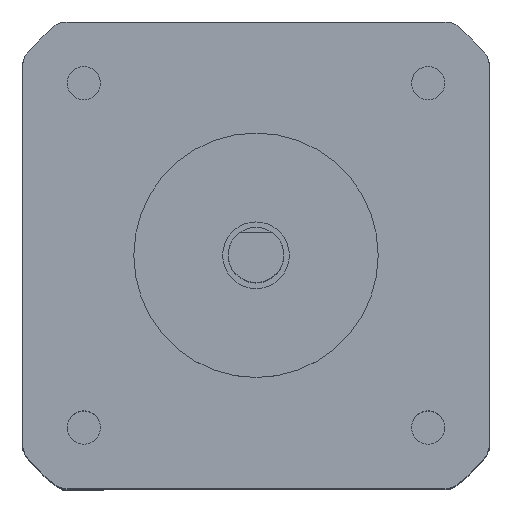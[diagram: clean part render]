
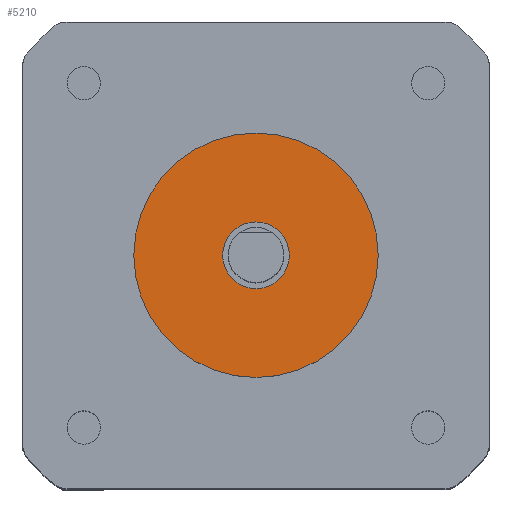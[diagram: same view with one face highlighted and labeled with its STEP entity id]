
A CAD part, top view. The second image highlights one B-rep face of the part: STEP entity #5210.
In plain terms, the highlighted planar face has unit normal (0, 0, 1).
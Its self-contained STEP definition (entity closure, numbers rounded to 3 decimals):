
#300 = CIRCLE ( 'NONE', #3325, 3. ) ;
#384 = DIRECTION ( 'NONE',  ( 0., 0., 1. ) ) ;
#435 = EDGE_CURVE ( 'NONE', #4741, #1591, #1522, .T. ) ;
#866 = DIRECTION ( 'NONE',  ( 1., 0., 0. ) ) ;
#884 = DIRECTION ( 'NONE',  ( 0., 0., 1. ) ) ;
#976 = DIRECTION ( 'NONE',  ( 1., 0., 0. ) ) ;
#997 = AXIS2_PLACEMENT_3D ( 'NONE', #3869, #884, #6018 ) ;
#1410 = DIRECTION ( 'NONE',  ( 0., 0., 1. ) ) ;
#1522 = CIRCLE ( 'NONE', #997, 11. ) ;
#1591 = VERTEX_POINT ( 'NONE', #5822 ) ;
#1698 = EDGE_LOOP ( 'NONE', ( #3348, #5460 ) ) ;
#1731 = ORIENTED_EDGE ( 'NONE', *, *, #435, .T. ) ;
#1978 = CARTESIAN_POINT ( 'NONE',  ( 0., 0., 27.5 ) ) ;
#2081 = EDGE_LOOP ( 'NONE', ( #5598, #1731 ) ) ;
#2169 = CIRCLE ( 'NONE', #6498, 11. ) ;
#2815 = AXIS2_PLACEMENT_3D ( 'NONE', #3480, #384, #6688 ) ;
#2980 = CARTESIAN_POINT ( 'NONE',  ( 0., 0., 27.5 ) ) ;
#3190 = CARTESIAN_POINT ( 'NONE',  ( 3., 0., 27.5 ) ) ;
#3265 = VERTEX_POINT ( 'NONE', #3190 ) ;
#3325 = AXIS2_PLACEMENT_3D ( 'NONE', #6642, #1410, #3571 ) ;
#3348 = ORIENTED_EDGE ( 'NONE', *, *, #4022, .F. ) ;
#3480 = CARTESIAN_POINT ( 'NONE',  ( 0., 0., 27.5 ) ) ;
#3525 = DIRECTION ( 'NONE',  ( 0., 0., 1. ) ) ;
#3571 = DIRECTION ( 'NONE',  ( 1., 0., 0. ) ) ;
#3869 = CARTESIAN_POINT ( 'NONE',  ( 0., 0., 27.5 ) ) ;
#3879 = CIRCLE ( 'NONE', #4754, 3. ) ;
#3919 = DIRECTION ( 'NONE',  ( 0., 0., 1. ) ) ;
#4022 = EDGE_CURVE ( 'NONE', #6247, #3265, #300, .T. ) ;
#4362 = CARTESIAN_POINT ( 'NONE',  ( -3., 0., 27.5 ) ) ;
#4419 = EDGE_CURVE ( 'NONE', #3265, #6247, #3879, .T. ) ;
#4506 = CARTESIAN_POINT ( 'NONE',  ( 11., 0., 27.5 ) ) ;
#4572 = FACE_BOUND ( 'NONE', #1698, .T. ) ;
#4741 = VERTEX_POINT ( 'NONE', #4506 ) ;
#4754 = AXIS2_PLACEMENT_3D ( 'NONE', #2980, #3525, #976 ) ;
#4799 = EDGE_CURVE ( 'NONE', #1591, #4741, #2169, .T. ) ;
#5017 = FACE_OUTER_BOUND ( 'NONE', #2081, .T. ) ;
#5210 = ADVANCED_FACE ( 'NONE', ( #5017, #4572 ), #6144, .T. ) ;
#5460 = ORIENTED_EDGE ( 'NONE', *, *, #4419, .F. ) ;
#5598 = ORIENTED_EDGE ( 'NONE', *, *, #4799, .T. ) ;
#5822 = CARTESIAN_POINT ( 'NONE',  ( -11., 0., 27.5 ) ) ;
#6018 = DIRECTION ( 'NONE',  ( 1., 0., 0. ) ) ;
#6144 = PLANE ( 'NONE',  #2815 ) ;
#6247 = VERTEX_POINT ( 'NONE', #4362 ) ;
#6498 = AXIS2_PLACEMENT_3D ( 'NONE', #1978, #3919, #866 ) ;
#6642 = CARTESIAN_POINT ( 'NONE',  ( 0., 0., 27.5 ) ) ;
#6688 = DIRECTION ( 'NONE',  ( 1., 0., 0. ) ) ;
